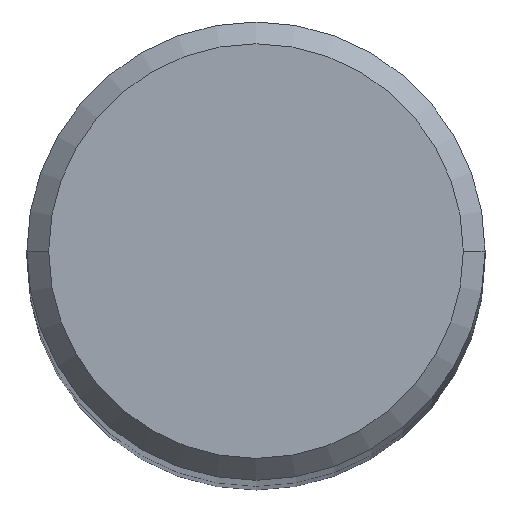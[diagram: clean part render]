
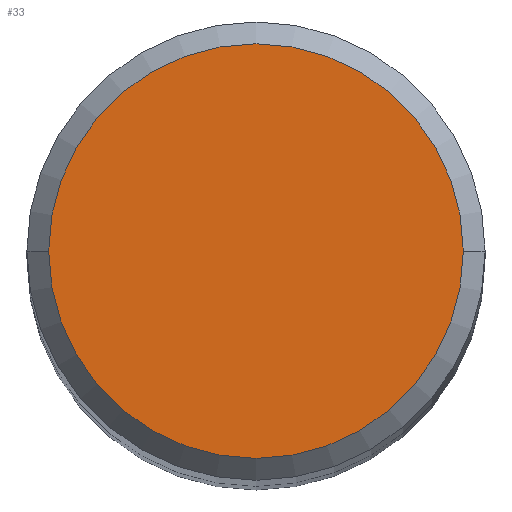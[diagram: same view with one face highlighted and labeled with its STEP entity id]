
A CAD part, top view. The second image highlights one B-rep face of the part: STEP entity #33.
In plain terms, the highlighted planar face has unit normal (0, 0, 1).
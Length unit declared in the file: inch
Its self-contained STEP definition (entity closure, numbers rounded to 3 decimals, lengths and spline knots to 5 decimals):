
#2 = VERTEX_POINT ( 'NONE', #219 ) ;
#6 = DIRECTION ( 'NONE',  ( 1., 0., 0. ) ) ;
#19 = CARTESIAN_POINT ( 'NONE',  ( 0.14248, 0., 3.93701 ) ) ;
#22 = CARTESIAN_POINT ( 'NONE',  ( 0., 0., 3.93701 ) ) ;
#33 = ADVANCED_FACE ( 'NONE', ( #249 ), #281, .T. ) ;
#57 = CIRCLE ( 'NONE', #193, 0.14248 ) ;
#61 = AXIS2_PLACEMENT_3D ( 'NONE', #253, #279, #78 ) ;
#65 = EDGE_CURVE ( 'NONE', #235, #2, #124, .T. ) ;
#67 = EDGE_LOOP ( 'NONE', ( #130, #195 ) ) ;
#74 = DIRECTION ( 'NONE',  ( 1., 0., 0. ) ) ;
#78 = DIRECTION ( 'NONE',  ( 1., 0., 0. ) ) ;
#124 = CIRCLE ( 'NONE', #61, 0.14248 ) ;
#130 = ORIENTED_EDGE ( 'NONE', *, *, #248, .T. ) ;
#146 = CARTESIAN_POINT ( 'NONE',  ( 0., 0., 3.93701 ) ) ;
#158 = DIRECTION ( 'NONE',  ( 0., 0., 1. ) ) ;
#159 = AXIS2_PLACEMENT_3D ( 'NONE', #22, #232, #74 ) ;
#193 = AXIS2_PLACEMENT_3D ( 'NONE', #146, #158, #6 ) ;
#195 = ORIENTED_EDGE ( 'NONE', *, *, #65, .T. ) ;
#219 = CARTESIAN_POINT ( 'NONE',  ( -0.14248, 0., 3.93701 ) ) ;
#232 = DIRECTION ( 'NONE',  ( 0., 0., 1. ) ) ;
#235 = VERTEX_POINT ( 'NONE', #19 ) ;
#248 = EDGE_CURVE ( 'NONE', #2, #235, #57, .T. ) ;
#249 = FACE_OUTER_BOUND ( 'NONE', #67, .T. ) ;
#253 = CARTESIAN_POINT ( 'NONE',  ( 0., 0., 3.93701 ) ) ;
#279 = DIRECTION ( 'NONE',  ( 0., 0., 1. ) ) ;
#281 = PLANE ( 'NONE',  #159 ) ;
